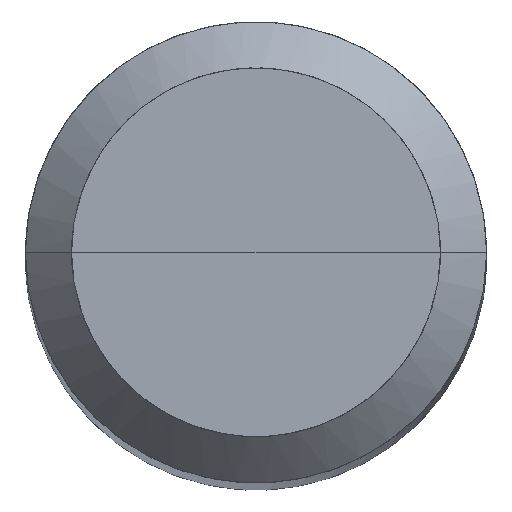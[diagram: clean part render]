
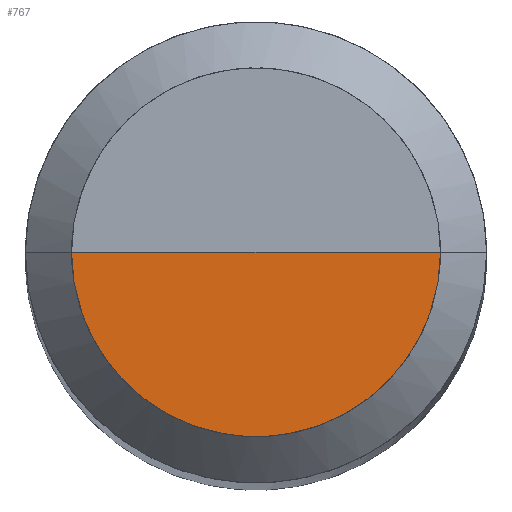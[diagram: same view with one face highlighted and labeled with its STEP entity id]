
A CAD part, top view. The second image highlights one B-rep face of the part: STEP entity #767.
In plain terms, the highlighted free-form (B-spline) face has degree [1, 2] with [2, 5] control points.
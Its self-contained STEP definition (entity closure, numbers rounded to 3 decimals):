
#287=CARTESIAN_POINT('',(1.2,0.0,27.465));
#291=CARTESIAN_POINT('',(-1.2,0.0,27.465));
#292=CARTESIAN_POINT('',(0.0,0.0,27.465));
#308=CARTESIAN_POINT('',(-1.2,-1.2,27.465));
#309=CARTESIAN_POINT('',(0.0,-1.2,27.465));
#310=CARTESIAN_POINT('',(1.2,-1.2,27.465));
#752=(
BOUNDED_SURFACE()
B_SPLINE_SURFACE(1,2,(
(#291,#308,#309,#310,#287),
(#292,#292,#292,#292,#292)
), .UNSPECIFIED.,.F.,.F.,.F.)
B_SPLINE_SURFACE_WITH_KNOTS((2,2),(3,2,3),(
0.0,1.0),(
0.0,0.5,1.0), .UNSPECIFIED.)
GEOMETRIC_REPRESENTATION_ITEM()
RATIONAL_B_SPLINE_SURFACE(((1.0,0.707,1.0,0.707,1.0),
(1.0,0.707,1.0,0.707,1.0)
))
REPRESENTATION_ITEM('')
SURFACE()
);
#753=(
BOUNDED_CURVE()
B_SPLINE_CURVE(2,(#287,#310,#309,#308,#291),.UNSPECIFIED.,.F.,.F.)
B_SPLINE_CURVE_WITH_KNOTS((3,2,3),
(0.0,0.5,1.0),.UNSPECIFIED.)
CURVE()
GEOMETRIC_REPRESENTATION_ITEM()
RATIONAL_B_SPLINE_CURVE((1.0,0.707,1.0,0.707,1.0))
REPRESENTATION_ITEM('')
);
#754=(
BOUNDED_CURVE()
B_SPLINE_CURVE(1,(#291,#292),.UNSPECIFIED.,.F.,.F.)
B_SPLINE_CURVE_WITH_KNOTS((2,2),
(0.0,1.0),.UNSPECIFIED.)
CURVE()
GEOMETRIC_REPRESENTATION_ITEM()
RATIONAL_B_SPLINE_CURVE((1.0,1.0))
REPRESENTATION_ITEM('')
);
#755=(
BOUNDED_CURVE()
B_SPLINE_CURVE(1,(#292,#287),.UNSPECIFIED.,.F.,.F.)
B_SPLINE_CURVE_WITH_KNOTS((2,2),
(0.0,1.0),.UNSPECIFIED.)
CURVE()
GEOMETRIC_REPRESENTATION_ITEM()
RATIONAL_B_SPLINE_CURVE((1.0,1.0))
REPRESENTATION_ITEM('')
);
#756=VERTEX_POINT('',#287);
#757=VERTEX_POINT('',#291);
#758=VERTEX_POINT('',#292);
#759=EDGE_CURVE('',#756,#757,#753,.T.);
#760=EDGE_CURVE('',#757,#758,#754,.T.);
#761=EDGE_CURVE('',#758,#756,#755,.T.);
#762=ORIENTED_EDGE('',*,*,#759,.T.);
#763=ORIENTED_EDGE('',*,*,#760,.T.);
#764=ORIENTED_EDGE('',*,*,#761,.T.);
#765=EDGE_LOOP('',(#762,#763,#764));
#766=FACE_OUTER_BOUND('',#765,.T.);
#767=ADVANCED_FACE('',(#766),#752,.T.);
